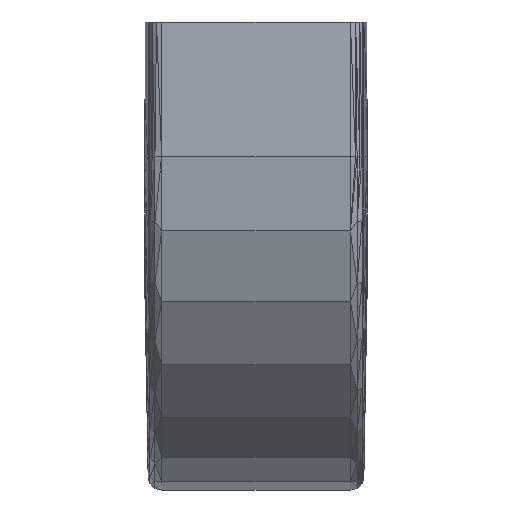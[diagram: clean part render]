
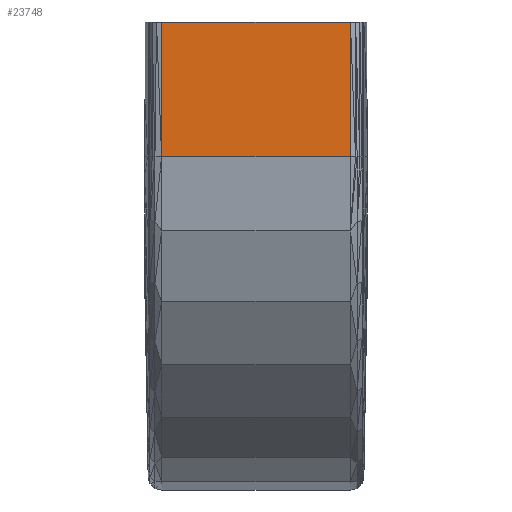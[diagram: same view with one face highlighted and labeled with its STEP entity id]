
A CAD part, front view. The second image highlights one B-rep face of the part: STEP entity #23748.
In plain terms, the highlighted planar face has unit normal (0, -1, 0).
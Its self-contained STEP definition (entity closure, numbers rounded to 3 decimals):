
#620 = PLANE('',#621);
#621 = AXIS2_PLACEMENT_3D('',#622,#623,#624);
#622 = CARTESIAN_POINT('',(0.,-9.207,0.));
#623 = DIRECTION('',(0.,0.,1.));
#624 = DIRECTION('',(1.,0.,0.));
#7963 = VERTEX_POINT('',#7964);
#7964 = CARTESIAN_POINT('',(-28.137,-32.16,
    -40.2));
#8036 = PLANE('',#8037);
#8037 = AXIS2_PLACEMENT_3D('',#8038,#8039,#8040);
#8038 = CARTESIAN_POINT('',(-28.526,-32.083,
    -19.719));
#8039 = DIRECTION('',(-0.194,-0.981,
    0.));
#8040 = DIRECTION('',(-0.981,0.194,0.));
#8167 = PLANE('',#8168);
#8168 = AXIS2_PLACEMENT_3D('',#8169,#8170,#8171);
#8169 = CARTESIAN_POINT('',(0.,-30.915,-51.247));
#8170 = DIRECTION('',(0.,-0.994,
    -0.112));
#8171 = DIRECTION('',(0.,0.112,-0.994));
#8904 = VERTEX_POINT('',#8905);
#8905 = CARTESIAN_POINT('',(-28.137,-32.16,0.));
#8927 = EDGE_CURVE('',#7963,#8904,#8928,.T.);
#8928 = SURFACE_CURVE('',#8929,(#8933,#8940),.PCURVE_S1.);
#8929 = LINE('',#8930,#8931);
#8930 = CARTESIAN_POINT('',(-28.137,-32.16,
    -40.2));
#8931 = VECTOR('',#8932,1.);
#8932 = DIRECTION('',(0.,0.,1.));
#8933 = PCURVE('',#8036,#8934);
#8934 = DEFINITIONAL_REPRESENTATION('',(#8935),#8939);
#8935 = LINE('',#8936,#8937);
#8936 = CARTESIAN_POINT('',(-0.396,20.481));
#8937 = VECTOR('',#8938,1.);
#8938 = DIRECTION('',(0.,-1.));
#8939 = ( GEOMETRIC_REPRESENTATION_CONTEXT(2) 
PARAMETRIC_REPRESENTATION_CONTEXT() REPRESENTATION_CONTEXT('2D SPACE',''
  ) );
#8940 = PCURVE('',#8941,#8946);
#8941 = PLANE('',#8942);
#8942 = AXIS2_PLACEMENT_3D('',#8943,#8944,#8945);
#8943 = CARTESIAN_POINT('',(0.,-32.16,-20.1));
#8944 = DIRECTION('',(-0.,-1.,-0.));
#8945 = DIRECTION('',(0.,0.,-1.));
#8946 = DEFINITIONAL_REPRESENTATION('',(#8947),#8951);
#8947 = LINE('',#8948,#8949);
#8948 = CARTESIAN_POINT('',(20.1,-28.137));
#8949 = VECTOR('',#8950,1.);
#8950 = DIRECTION('',(-1.,0.));
#8951 = ( GEOMETRIC_REPRESENTATION_CONTEXT(2) 
PARAMETRIC_REPRESENTATION_CONTEXT() REPRESENTATION_CONTEXT('2D SPACE',''
  ) );
#9946 = EDGE_CURVE('',#9947,#8904,#9949,.T.);
#9947 = VERTEX_POINT('',#9948);
#9948 = CARTESIAN_POINT('',(28.137,-32.16,0.));
#9949 = SURFACE_CURVE('',#9950,(#9954,#9961),.PCURVE_S1.);
#9950 = LINE('',#9951,#9952);
#9951 = CARTESIAN_POINT('',(0.,-32.16,0.));
#9952 = VECTOR('',#9953,1.);
#9953 = DIRECTION('',(-1.,0.,0.));
#9954 = PCURVE('',#620,#9955);
#9955 = DEFINITIONAL_REPRESENTATION('',(#9956),#9960);
#9956 = LINE('',#9957,#9958);
#9957 = CARTESIAN_POINT('',(0.,-22.953));
#9958 = VECTOR('',#9959,1.);
#9959 = DIRECTION('',(-1.,0.));
#9960 = ( GEOMETRIC_REPRESENTATION_CONTEXT(2) 
PARAMETRIC_REPRESENTATION_CONTEXT() REPRESENTATION_CONTEXT('2D SPACE',''
  ) );
#9961 = PCURVE('',#8941,#9962);
#9962 = DEFINITIONAL_REPRESENTATION('',(#9963),#9967);
#9963 = LINE('',#9964,#9965);
#9964 = CARTESIAN_POINT('',(-20.1,0.));
#9965 = VECTOR('',#9966,1.);
#9966 = DIRECTION('',(0.,-1.));
#9967 = ( GEOMETRIC_REPRESENTATION_CONTEXT(2) 
PARAMETRIC_REPRESENTATION_CONTEXT() REPRESENTATION_CONTEXT('2D SPACE',''
  ) );
#17662 = PLANE('',#17663);
#17663 = AXIS2_PLACEMENT_3D('',#17664,#17665,#17666);
#17664 = CARTESIAN_POINT('',(28.525,-32.084,
    -20.48));
#17665 = DIRECTION('',(0.193,-0.981,0.)
  );
#17666 = DIRECTION('',(-0.981,-0.193,0.));
#18418 = VERTEX_POINT('',#18419);
#18419 = CARTESIAN_POINT('',(28.137,-32.16,
    -40.2));
#18446 = EDGE_CURVE('',#18418,#9947,#18447,.T.);
#18447 = SURFACE_CURVE('',#18448,(#18452,#18459),.PCURVE_S1.);
#18448 = LINE('',#18449,#18450);
#18449 = CARTESIAN_POINT('',(28.137,-32.16,
    -40.2));
#18450 = VECTOR('',#18451,1.);
#18451 = DIRECTION('',(0.,0.,1.));
#18452 = PCURVE('',#17662,#18453);
#18453 = DEFINITIONAL_REPRESENTATION('',(#18454),#18458);
#18454 = LINE('',#18455,#18456);
#18455 = CARTESIAN_POINT('',(0.395,19.72));
#18456 = VECTOR('',#18457,1.);
#18457 = DIRECTION('',(0.,-1.));
#18458 = ( GEOMETRIC_REPRESENTATION_CONTEXT(2) 
PARAMETRIC_REPRESENTATION_CONTEXT() REPRESENTATION_CONTEXT('2D SPACE',''
  ) );
#18459 = PCURVE('',#8941,#18460);
#18460 = DEFINITIONAL_REPRESENTATION('',(#18461),#18465);
#18461 = LINE('',#18462,#18463);
#18462 = CARTESIAN_POINT('',(20.1,28.137));
#18463 = VECTOR('',#18464,1.);
#18464 = DIRECTION('',(-1.,0.));
#18465 = ( GEOMETRIC_REPRESENTATION_CONTEXT(2) 
PARAMETRIC_REPRESENTATION_CONTEXT() REPRESENTATION_CONTEXT('2D SPACE',''
  ) );
#23728 = EDGE_CURVE('',#7963,#18418,#23729,.T.);
#23729 = SURFACE_CURVE('',#23730,(#23734,#23741),.PCURVE_S1.);
#23730 = LINE('',#23731,#23732);
#23731 = CARTESIAN_POINT('',(0.,-32.16,
    -40.2));
#23732 = VECTOR('',#23733,1.);
#23733 = DIRECTION('',(1.,0.,0.));
#23734 = PCURVE('',#8167,#23735);
#23735 = DEFINITIONAL_REPRESENTATION('',(#23736),#23740);
#23736 = LINE('',#23737,#23738);
#23737 = CARTESIAN_POINT('',(-11.117,0.));
#23738 = VECTOR('',#23739,1.);
#23739 = DIRECTION('',(0.,1.));
#23740 = ( GEOMETRIC_REPRESENTATION_CONTEXT(2) 
PARAMETRIC_REPRESENTATION_CONTEXT() REPRESENTATION_CONTEXT('2D SPACE',''
  ) );
#23741 = PCURVE('',#8941,#23742);
#23742 = DEFINITIONAL_REPRESENTATION('',(#23743),#23747);
#23743 = LINE('',#23744,#23745);
#23744 = CARTESIAN_POINT('',(20.1,0.));
#23745 = VECTOR('',#23746,1.);
#23746 = DIRECTION('',(0.,1.));
#23747 = ( GEOMETRIC_REPRESENTATION_CONTEXT(2) 
PARAMETRIC_REPRESENTATION_CONTEXT() REPRESENTATION_CONTEXT('2D SPACE',''
  ) );
#23748 = ADVANCED_FACE('',(#23749),#8941,.T.);
#23749 = FACE_BOUND('',#23750,.T.);
#23750 = EDGE_LOOP('',(#23751,#23752,#23753,#23754));
#23751 = ORIENTED_EDGE('',*,*,#9946,.T.);
#23752 = ORIENTED_EDGE('',*,*,#8927,.F.);
#23753 = ORIENTED_EDGE('',*,*,#23728,.T.);
#23754 = ORIENTED_EDGE('',*,*,#18446,.T.);
